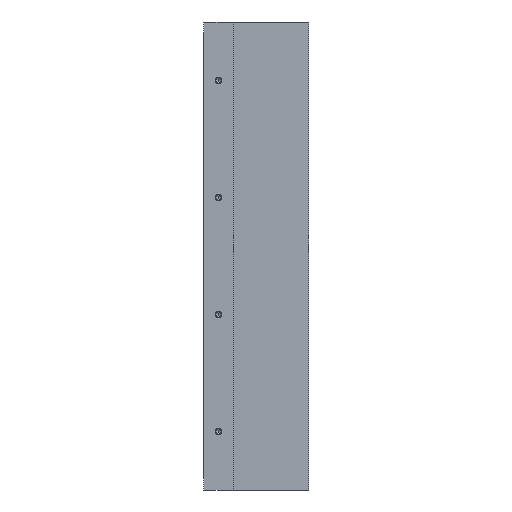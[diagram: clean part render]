
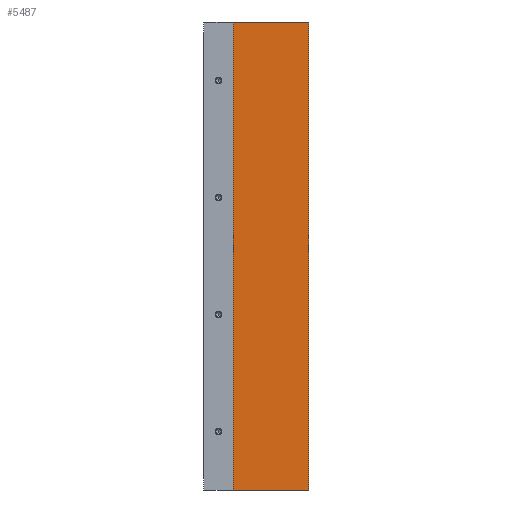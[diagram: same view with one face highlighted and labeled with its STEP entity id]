
A CAD part, left-side view. The second image highlights one B-rep face of the part: STEP entity #5487.
In plain terms, the highlighted planar face has unit normal (-1, 0, 0).
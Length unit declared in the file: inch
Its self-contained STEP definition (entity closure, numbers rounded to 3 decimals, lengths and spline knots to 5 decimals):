
#96 = VECTOR ( 'NONE', #2606, 39.37008 ) ;
#386 = DIRECTION ( 'NONE',  ( 0., -1., 0. ) ) ;
#589 = VERTEX_POINT ( 'NONE', #7355 ) ;
#689 = VECTOR ( 'NONE', #5575, 39.37008 ) ;
#1069 = VERTEX_POINT ( 'NONE', #4278 ) ;
#1216 = CARTESIAN_POINT ( 'NONE',  ( 0.1145, -0.5, 4. ) ) ;
#1266 = LINE ( 'NONE', #7795, #1457 ) ;
#1457 = VECTOR ( 'NONE', #386, 39.37008 ) ;
#1509 = VECTOR ( 'NONE', #4708, 39.37008 ) ;
#1577 = ORIENTED_EDGE ( 'NONE', *, *, #2529, .T. ) ;
#1792 = CARTESIAN_POINT ( 'NONE',  ( 0.1145, -1.79134, -4. ) ) ;
#2529 = EDGE_CURVE ( 'NONE', #3850, #1069, #3389, .T. ) ;
#2570 = ORIENTED_EDGE ( 'NONE', *, *, #3332, .F. ) ;
#2606 = DIRECTION ( 'NONE',  ( 0., -1., 0. ) ) ;
#2816 = DIRECTION ( 'NONE',  ( 0., 1., 0. ) ) ;
#3332 = EDGE_CURVE ( 'NONE', #589, #5800, #7157, .T. ) ;
#3389 = LINE ( 'NONE', #1216, #689 ) ;
#3850 = VERTEX_POINT ( 'NONE', #6046 ) ;
#3856 = LINE ( 'NONE', #5116, #96 ) ;
#4278 = CARTESIAN_POINT ( 'NONE',  ( 0.1145, -0.5, -4. ) ) ;
#4708 = DIRECTION ( 'NONE',  ( 0., 0., -1. ) ) ;
#4892 = EDGE_LOOP ( 'NONE', ( #5441, #2570, #7360, #1577 ) ) ;
#5116 = CARTESIAN_POINT ( 'NONE',  ( 0.1145, -0.5, 4. ) ) ;
#5138 = AXIS2_PLACEMENT_3D ( 'NONE', #6537, #5219, #2816 ) ;
#5219 = DIRECTION ( 'NONE',  ( 1., 0., 0. ) ) ;
#5398 = CARTESIAN_POINT ( 'NONE',  ( 0.1145, -1.79134, 4. ) ) ;
#5441 = ORIENTED_EDGE ( 'NONE', *, *, #7416, .T. ) ;
#5487 = ADVANCED_FACE ( 'NONE', ( #5843 ), #6457, .F. ) ;
#5575 = DIRECTION ( 'NONE',  ( 0., 0., -1. ) ) ;
#5800 = VERTEX_POINT ( 'NONE', #1792 ) ;
#5843 = FACE_OUTER_BOUND ( 'NONE', #4892, .T. ) ;
#6046 = CARTESIAN_POINT ( 'NONE',  ( 0.1145, -0.5, 4. ) ) ;
#6457 = PLANE ( 'NONE',  #5138 ) ;
#6537 = CARTESIAN_POINT ( 'NONE',  ( 0.1145, -0.5, 4. ) ) ;
#7157 = LINE ( 'NONE', #5398, #1509 ) ;
#7355 = CARTESIAN_POINT ( 'NONE',  ( 0.1145, -1.79134, 4. ) ) ;
#7360 = ORIENTED_EDGE ( 'NONE', *, *, #7784, .F. ) ;
#7416 = EDGE_CURVE ( 'NONE', #1069, #5800, #1266, .T. ) ;
#7784 = EDGE_CURVE ( 'NONE', #3850, #589, #3856, .T. ) ;
#7795 = CARTESIAN_POINT ( 'NONE',  ( 0.1145, -0.5, -4. ) ) ;
